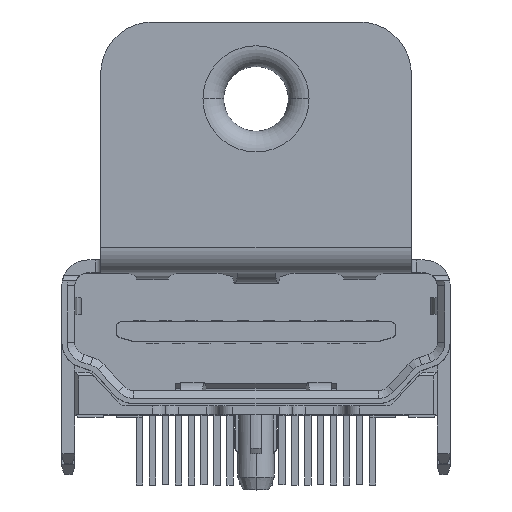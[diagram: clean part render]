
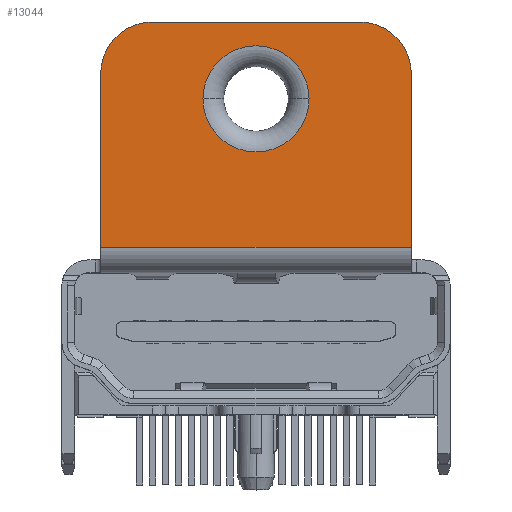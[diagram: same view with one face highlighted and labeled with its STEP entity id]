
A CAD part, top view. The second image highlights one B-rep face of the part: STEP entity #13044.
In plain terms, the highlighted planar face has unit normal (0, 0, 1).
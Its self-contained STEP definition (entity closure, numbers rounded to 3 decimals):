
#4348=DIRECTION('',(0.,-1.,0.));
#4349=VECTOR('',#4348,6.7);
#4350=CARTESIAN_POINT('',(-6.,9.965,0.));
#4351=LINE('',#4350,#4349);
#4456=CARTESIAN_POINT('',(4.,9.965,0.));
#4457=DIRECTION('',(0.,0.,1.));
#4458=DIRECTION('',(1.,0.,0.));
#4459=AXIS2_PLACEMENT_3D('',#4456,#4457,#4458);
#4461=CARTESIAN_POINT('',(-4.,9.965,0.));
#4462=DIRECTION('',(0.,0.,1.));
#4463=DIRECTION('',(0.,1.,0.));
#4464=AXIS2_PLACEMENT_3D('',#4461,#4462,#4463);
#4466=DIRECTION('',(1.,0.,0.));
#4467=VECTOR('',#4466,8.);
#4468=CARTESIAN_POINT('',(-4.,11.965,0.));
#4469=LINE('',#4468,#4467);
#4470=CARTESIAN_POINT('',(0.,8.995,0.));
#4471=DIRECTION('',(0.,0.,-1.));
#4472=DIRECTION('',(-1.,0.,0.));
#4473=AXIS2_PLACEMENT_3D('',#4470,#4471,#4472);
#4475=CARTESIAN_POINT('',(0.,8.995,0.));
#4476=DIRECTION('',(0.,0.,-1.));
#4477=DIRECTION('',(1.,0.,0.));
#4478=AXIS2_PLACEMENT_3D('',#4475,#4476,#4477);
#4514=DIRECTION('',(0.,-1.,0.));
#4515=VECTOR('',#4514,6.7);
#4516=CARTESIAN_POINT('',(6.,9.965,0.));
#4517=LINE('',#4516,#4515);
#4570=DIRECTION('',(1.,0.,0.));
#4571=VECTOR('',#4570,12.);
#4572=CARTESIAN_POINT('',(-6.,3.265,0.));
#4573=LINE('',#4572,#4571);
#6116=CARTESIAN_POINT('',(-6.,3.265,0.));
#6117=CARTESIAN_POINT('',(6.,3.265,0.));
#6118=VERTEX_POINT('',#6116);
#6119=VERTEX_POINT('',#6117);
#6124=CARTESIAN_POINT('',(6.,9.965,0.));
#6125=CARTESIAN_POINT('',(4.,11.965,0.));
#6126=VERTEX_POINT('',#6124);
#6127=VERTEX_POINT('',#6125);
#6136=CARTESIAN_POINT('',(-4.,11.965,0.));
#6137=VERTEX_POINT('',#6136);
#6138=CARTESIAN_POINT('',(-6.,9.965,0.));
#6139=VERTEX_POINT('',#6138);
#7142=CARTESIAN_POINT('',(-2.05,8.995,0.));
#7143=CARTESIAN_POINT('',(2.05,8.995,0.));
#7144=VERTEX_POINT('',#7142);
#7145=VERTEX_POINT('',#7143);
#13022=CARTESIAN_POINT('',(-6.,11.965,0.));
#13023=DIRECTION('',(0.,0.,1.));
#13024=DIRECTION('',(0.,-1.,0.));
#13025=AXIS2_PLACEMENT_3D('',#13022,#13023,#13024);
#13026=PLANE('',#13025);
#13028=ORIENTED_EDGE('',*,*,#13027,.F.);
#13030=ORIENTED_EDGE('',*,*,#13029,.T.);
#13032=ORIENTED_EDGE('',*,*,#13031,.F.);
#13033=ORIENTED_EDGE('',*,*,#12870,.F.);
#13034=ORIENTED_EDGE('',*,*,#12891,.F.);
#13036=ORIENTED_EDGE('',*,*,#13035,.T.);
#13037=EDGE_LOOP('',(#13028,#13030,#13032,#13033,#13034,#13036));
#13038=FACE_OUTER_BOUND('',#13037,.F.);
#13039=ORIENTED_EDGE('',*,*,#13012,.F.);
#13041=ORIENTED_EDGE('',*,*,#13040,.F.);
#13042=EDGE_LOOP('',(#13039,#13041));
#13043=FACE_BOUND('',#13042,.F.);
#13044=ADVANCED_FACE('',(#13038,#13043),#13026,.T.);
#4460=CIRCLE('',#4459,2.);
#4465=CIRCLE('',#4464,2.);
#4474=CIRCLE('',#4473,2.05);
#4479=CIRCLE('',#4478,2.05);
#12870=EDGE_CURVE('',#6139,#6118,#4351,.T.);
#12891=EDGE_CURVE('',#6137,#6139,#4465,.T.);
#13012=EDGE_CURVE('',#7144,#7145,#4474,.T.);
#13027=EDGE_CURVE('',#6126,#6127,#4460,.T.);
#13029=EDGE_CURVE('',#6126,#6119,#4517,.T.);
#13031=EDGE_CURVE('',#6118,#6119,#4573,.T.);
#13035=EDGE_CURVE('',#6137,#6127,#4469,.T.);
#13040=EDGE_CURVE('',#7145,#7144,#4479,.T.);
